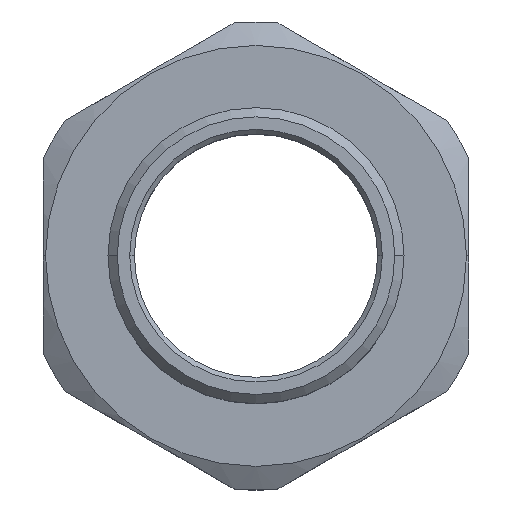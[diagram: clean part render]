
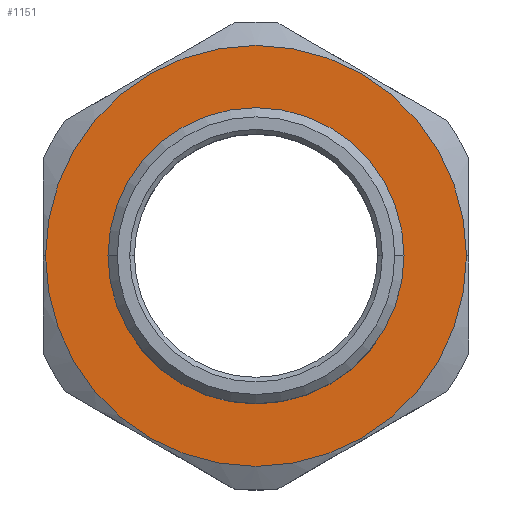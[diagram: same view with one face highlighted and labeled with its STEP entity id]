
A CAD part, top view. The second image highlights one B-rep face of the part: STEP entity #1151.
In plain terms, the highlighted planar face has unit normal (0, 0, 1).
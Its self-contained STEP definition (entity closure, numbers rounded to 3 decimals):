
#30 = EDGE_CURVE ( 'NONE', #1104, #797, #1075, .T. ) ;
#48 = CARTESIAN_POINT ( 'NONE',  ( 0., 16., 19.7 ) ) ;
#56 = ORIENTED_EDGE ( 'NONE', *, *, #144, .F. ) ;
#68 = DIRECTION ( 'NONE',  ( -1., 0., 0. ) ) ;
#72 = DIRECTION ( 'NONE',  ( -1., 0., 0. ) ) ;
#74 = CARTESIAN_POINT ( 'NONE',  ( 0., 0., 19.7 ) ) ;
#87 = CARTESIAN_POINT ( 'NONE',  ( 0., 0., 19.7 ) ) ;
#144 = EDGE_CURVE ( 'NONE', #480, #1372, #389, .T. ) ;
#182 = CARTESIAN_POINT ( 'NONE',  ( 22.75, 0., 19.7 ) ) ;
#199 = DIRECTION ( 'NONE',  ( 0., 1., 0. ) ) ;
#204 = AXIS2_PLACEMENT_3D ( 'NONE', #87, #761, #68 ) ;
#228 = ORIENTED_EDGE ( 'NONE', *, *, #442, .T. ) ;
#277 = DIRECTION ( 'NONE',  ( 0., 0., -1. ) ) ;
#325 = DIRECTION ( 'NONE',  ( 0., 0., -1. ) ) ;
#389 = CIRCLE ( 'NONE', #204, 22.75 ) ;
#435 = EDGE_LOOP ( 'NONE', ( #228, #839 ) ) ;
#442 = EDGE_CURVE ( 'NONE', #797, #1104, #1440, .T. ) ;
#480 = VERTEX_POINT ( 'NONE', #1091 ) ;
#634 = AXIS2_PLACEMENT_3D ( 'NONE', #1141, #325, #1350 ) ;
#655 = AXIS2_PLACEMENT_3D ( 'NONE', #74, #885, #199 ) ;
#761 = DIRECTION ( 'NONE',  ( 0., 0., -1. ) ) ;
#764 = ORIENTED_EDGE ( 'NONE', *, *, #1415, .F. ) ;
#765 = DIRECTION ( 'NONE',  ( 0., 0., -1. ) ) ;
#782 = FACE_OUTER_BOUND ( 'NONE', #936, .T. ) ;
#797 = VERTEX_POINT ( 'NONE', #48 ) ;
#839 = ORIENTED_EDGE ( 'NONE', *, *, #30, .T. ) ;
#885 = DIRECTION ( 'NONE',  ( 0., 0., -1. ) ) ;
#887 = AXIS2_PLACEMENT_3D ( 'NONE', #1423, #765, #72 ) ;
#936 = EDGE_LOOP ( 'NONE', ( #56, #764 ) ) ;
#974 = CARTESIAN_POINT ( 'NONE',  ( 0., 0., 19.7 ) ) ;
#1051 = FACE_BOUND ( 'NONE', #435, .T. ) ;
#1064 = CIRCLE ( 'NONE', #887, 22.75 ) ;
#1075 = CIRCLE ( 'NONE', #655, 16. ) ;
#1078 = DIRECTION ( 'NONE',  ( 0., 1., 0. ) ) ;
#1091 = CARTESIAN_POINT ( 'NONE',  ( -22.75, 0., 19.7 ) ) ;
#1104 = VERTEX_POINT ( 'NONE', #1120 ) ;
#1120 = CARTESIAN_POINT ( 'NONE',  ( 0., -16., 19.7 ) ) ;
#1141 = CARTESIAN_POINT ( 'NONE',  ( 0., 16., 19.7 ) ) ;
#1151 = ADVANCED_FACE ( 'NONE', ( #782, #1051 ), #1238, .F. ) ;
#1238 = PLANE ( 'NONE',  #634 ) ;
#1258 = AXIS2_PLACEMENT_3D ( 'NONE', #974, #277, #1078 ) ;
#1350 = DIRECTION ( 'NONE',  ( -1., 0., 0. ) ) ;
#1372 = VERTEX_POINT ( 'NONE', #182 ) ;
#1415 = EDGE_CURVE ( 'NONE', #1372, #480, #1064, .T. ) ;
#1423 = CARTESIAN_POINT ( 'NONE',  ( 0., 0., 19.7 ) ) ;
#1440 = CIRCLE ( 'NONE', #1258, 16. ) ;
